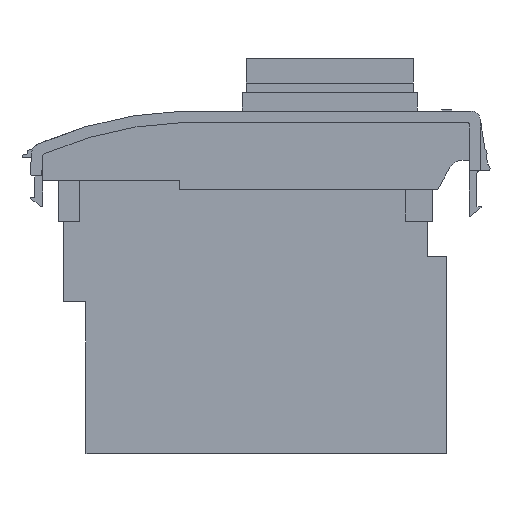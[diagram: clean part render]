
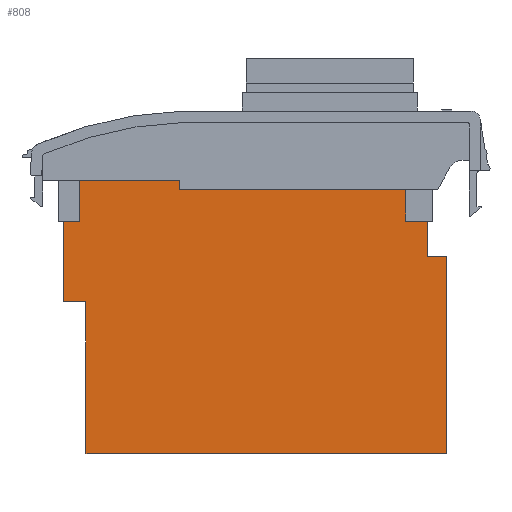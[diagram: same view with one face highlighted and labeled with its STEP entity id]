
A CAD part, left-side view. The second image highlights one B-rep face of the part: STEP entity #808.
In plain terms, the highlighted planar face has unit normal (-1, 0, 0).
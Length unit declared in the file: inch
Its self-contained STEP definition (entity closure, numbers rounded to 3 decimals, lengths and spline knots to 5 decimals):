
#465 = EDGE_CURVE ( 'NONE', #1957, #9343, #4794, .T. ) ;
#538 = VERTEX_POINT ( 'NONE', #4945 ) ;
#680 = VERTEX_POINT ( 'NONE', #5185 ) ;
#682 = VERTEX_POINT ( 'NONE', #5184 ) ;
#685 = EDGE_CURVE ( 'NONE', #682, #680, #5183, .T. ) ;
#687 = EDGE_CURVE ( 'NONE', #538, #682, #5178, .T. ) ;
#753 = EDGE_CURVE ( 'NONE', #680, #1736, #5382, .T. ) ;
#802 = ORIENTED_EDGE ( 'NONE', *, *, #9360, .F. ) ;
#803 = ORIENTED_EDGE ( 'NONE', *, *, #9729, .F. ) ;
#806 = ORIENTED_EDGE ( 'NONE', *, *, #9822, .F. ) ;
#808 = ADVANCED_FACE ( 'NONE', ( #5435 ), #5476, .T. ) ;
#809 = EDGE_LOOP ( 'NONE', ( #814, #802, #803, #806, #810, #813, #887, #888, #883, #885, #886, #811 ) ) ;
#810 = ORIENTED_EDGE ( 'NONE', *, *, #465, .F. ) ;
#811 = ORIENTED_EDGE ( 'NONE', *, *, #812, .F. ) ;
#812 = EDGE_CURVE ( 'NONE', #815, #538, #5471, .T. ) ;
#813 = ORIENTED_EDGE ( 'NONE', *, *, #1956, .F. ) ;
#814 = ORIENTED_EDGE ( 'NONE', *, *, #884, .T. ) ;
#815 = VERTEX_POINT ( 'NONE', #5466 ) ;
#883 = ORIENTED_EDGE ( 'NONE', *, *, #753, .F. ) ;
#884 = EDGE_CURVE ( 'NONE', #815, #9336, #5652, .T. ) ;
#885 = ORIENTED_EDGE ( 'NONE', *, *, #685, .F. ) ;
#886 = ORIENTED_EDGE ( 'NONE', *, *, #687, .F. ) ;
#887 = ORIENTED_EDGE ( 'NONE', *, *, #2004, .F. ) ;
#888 = ORIENTED_EDGE ( 'NONE', *, *, #1777, .F. ) ;
#1736 = VERTEX_POINT ( 'NONE', #8581 ) ;
#1777 = EDGE_CURVE ( 'NONE', #1736, #1778, #8707, .T. ) ;
#1778 = VERTEX_POINT ( 'NONE', #8703 ) ;
#1916 = VERTEX_POINT ( 'NONE', #9162 ) ;
#1956 = EDGE_CURVE ( 'NONE', #1916, #1957, #9330, .T. ) ;
#1957 = VERTEX_POINT ( 'NONE', #9326 ) ;
#2004 = EDGE_CURVE ( 'NONE', #1778, #1916, #10066, .T. ) ;
#4765 = DIRECTION ( 'NONE',  ( 0., 0., 1. ) ) ;
#4792 = VECTOR ( 'NONE', #4765, 39.37008 ) ;
#4793 = CARTESIAN_POINT ( 'NONE',  ( 1.83506, 3.99348, 0.64 ) ) ;
#4794 = LINE ( 'NONE', #4793, #4792 ) ;
#4945 = CARTESIAN_POINT ( 'NONE',  ( 1.83506, 1.59848, 0.14 ) ) ;
#5175 = DIRECTION ( 'NONE',  ( 0., 0., -1. ) ) ;
#5176 = VECTOR ( 'NONE', #5175, 39.37008 ) ;
#5177 = CARTESIAN_POINT ( 'NONE',  ( 1.83506, 1.59848, -0.09 ) ) ;
#5178 = LINE ( 'NONE', #5177, #5176 ) ;
#5180 = DIRECTION ( 'NONE',  ( 0., -1., 0. ) ) ;
#5181 = VECTOR ( 'NONE', #5180, 39.37008 ) ;
#5182 = CARTESIAN_POINT ( 'NONE',  ( 1.83506, 1.46848, -0.09 ) ) ;
#5183 = LINE ( 'NONE', #5182, #5181 ) ;
#5184 = CARTESIAN_POINT ( 'NONE',  ( 1.83506, 1.59848, -0.09 ) ) ;
#5185 = CARTESIAN_POINT ( 'NONE',  ( 1.83506, 1.46848, -0.09 ) ) ;
#5379 = DIRECTION ( 'NONE',  ( 0., 0., -1. ) ) ;
#5380 = VECTOR ( 'NONE', #5379, 39.37008 ) ;
#5381 = CARTESIAN_POINT ( 'NONE',  ( 1.83506, 1.46848, -0.09 ) ) ;
#5382 = LINE ( 'NONE', #5381, #5380 ) ;
#5435 = FACE_OUTER_BOUND ( 'NONE', #809, .T. ) ;
#5466 = CARTESIAN_POINT ( 'NONE',  ( 1.83506, 1.73848, 0.14 ) ) ;
#5468 = DIRECTION ( 'NONE',  ( 0., -1., 0. ) ) ;
#5469 = VECTOR ( 'NONE', #5468, 39.37008 ) ;
#5470 = CARTESIAN_POINT ( 'NONE',  ( 1.83506, 3.84348, 0.14 ) ) ;
#5471 = LINE ( 'NONE', #5470, #5469 ) ;
#5472 = DIRECTION ( 'NONE',  ( 0., 0., 1. ) ) ;
#5473 = DIRECTION ( 'NONE',  ( -1., 0., 0. ) ) ;
#5474 = CARTESIAN_POINT ( 'NONE',  ( 1.83506, 3.84348, -1.39 ) ) ;
#5475 = AXIS2_PLACEMENT_3D ( 'NONE', #5474, #5473, #5472 ) ;
#5476 = PLANE ( 'NONE',  #5475 ) ;
#5649 = DIRECTION ( 'NONE',  ( 0., 0., 1. ) ) ;
#5650 = VECTOR ( 'NONE', #5649, 39.37008 ) ;
#5651 = CARTESIAN_POINT ( 'NONE',  ( 1.83506, 1.73848, 0.14 ) ) ;
#5652 = LINE ( 'NONE', #5651, #5650 ) ;
#7469 = DIRECTION ( 'NONE',  ( 0., -1., 0. ) ) ;
#7470 = VECTOR ( 'NONE', #7469, 39.37008 ) ;
#7471 = CARTESIAN_POINT ( 'NONE',  ( 1.83506, 3.22916, 0.41 ) ) ;
#7472 = LINE ( 'NONE', #7471, #7470 ) ;
#8581 = CARTESIAN_POINT ( 'NONE',  ( 1.83506, 1.46848, -1.39 ) ) ;
#8703 = CARTESIAN_POINT ( 'NONE',  ( 1.83506, 3.84348, -1.39 ) ) ;
#8704 = DIRECTION ( 'NONE',  ( 0., 1., 0. ) ) ;
#8705 = VECTOR ( 'NONE', #8704, 39.37008 ) ;
#8706 = CARTESIAN_POINT ( 'NONE',  ( 1.83506, 1.46848, -1.39 ) ) ;
#8707 = LINE ( 'NONE', #8706, #8705 ) ;
#9162 = CARTESIAN_POINT ( 'NONE',  ( 1.83506, 3.84348, -0.39 ) ) ;
#9326 = CARTESIAN_POINT ( 'NONE',  ( 1.83506, 3.99348, -0.39 ) ) ;
#9327 = DIRECTION ( 'NONE',  ( 0., 1., 0. ) ) ;
#9328 = VECTOR ( 'NONE', #9327, 39.37008 ) ;
#9329 = CARTESIAN_POINT ( 'NONE',  ( 1.83506, 3.99348, -0.39 ) ) ;
#9330 = LINE ( 'NONE', #9329, #9328 ) ;
#9336 = VERTEX_POINT ( 'NONE', #14299 ) ;
#9343 = VERTEX_POINT ( 'NONE', #14353 ) ;
#9344 = VERTEX_POINT ( 'NONE', #14352 ) ;
#9360 = EDGE_CURVE ( 'NONE', #9344, #9336, #14390, .T. ) ;
#9721 = VERTEX_POINT ( 'NONE', #15133 ) ;
#9729 = EDGE_CURVE ( 'NONE', #9721, #9344, #15127, .T. ) ;
#9822 = EDGE_CURVE ( 'NONE', #9343, #9721, #7472, .T. ) ;
#10063 = DIRECTION ( 'NONE',  ( 0., 0., 1. ) ) ;
#10064 = VECTOR ( 'NONE', #10063, 39.37008 ) ;
#10065 = CARTESIAN_POINT ( 'NONE',  ( 1.83506, 3.84348, -0.39 ) ) ;
#10066 = LINE ( 'NONE', #10065, #10064 ) ;
#14299 = CARTESIAN_POINT ( 'NONE',  ( 1.83506, 1.73848, 0.35 ) ) ;
#14352 = CARTESIAN_POINT ( 'NONE',  ( 1.83506, 3.22916, 0.35 ) ) ;
#14353 = CARTESIAN_POINT ( 'NONE',  ( 1.83506, 3.99348, 0.41 ) ) ;
#14387 = DIRECTION ( 'NONE',  ( 0., -1., 0. ) ) ;
#14388 = VECTOR ( 'NONE', #14387, 39.37008 ) ;
#14389 = CARTESIAN_POINT ( 'NONE',  ( 1.83506, 1.52916, 0.35 ) ) ;
#14390 = LINE ( 'NONE', #14389, #14388 ) ;
#15124 = DIRECTION ( 'NONE',  ( 0., 0., -1. ) ) ;
#15125 = VECTOR ( 'NONE', #15124, 39.37008 ) ;
#15126 = CARTESIAN_POINT ( 'NONE',  ( 1.83506, 3.22916, 0.35 ) ) ;
#15127 = LINE ( 'NONE', #15126, #15125 ) ;
#15133 = CARTESIAN_POINT ( 'NONE',  ( 1.83506, 3.22916, 0.41 ) ) ;
